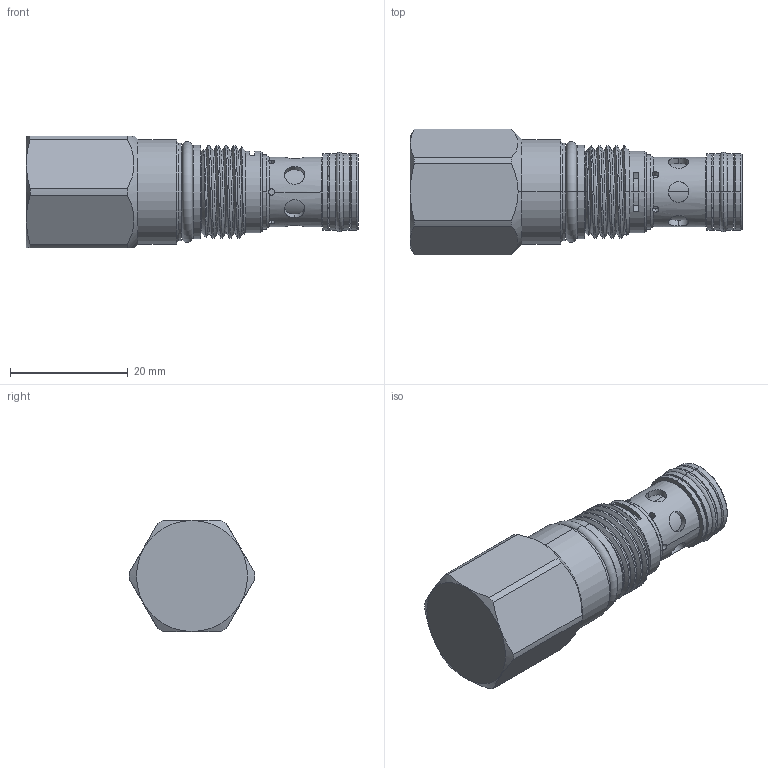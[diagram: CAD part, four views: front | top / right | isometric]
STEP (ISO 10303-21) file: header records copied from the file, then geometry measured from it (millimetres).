
FILE_DESCRIPTION (( 'STEP AP203' ), '1' );
FILE_NAME ('RD162A25-N.STEP', '2020-03-24T05:03:58', ( '' ), ( '' ), 'SwSTEP 2.0', 'SolidWorks 2018', '' );
FILE_SCHEMA (( 'CONFIG_CONTROL_DESIGN' ));
Length unit declared in the file: millimetre
Products named in the file (1): RD162A25-N
Bounding box: 56.5 x 21.4 x 19.05 mm (x, y, z)
Volume: 11904.8 mm3; surface area: 4703.3 mm2
Topology: 4 solids, 4 shells, 152 faces, 355 edges, 224 vertices
Faces by surface type: cylinder 90, plane 23, cone 20, torus 16, bspline 3
Entity records: 6588 total; most frequent: CARTESIAN_POINT 3154, ORIENTED_EDGE 710, DIRECTION 685, EDGE_CURVE 355, AXIS2_PLACEMENT_3D 290, VERTEX_POINT 224, EDGE_LOOP 171, ADVANCED_FACE 152
